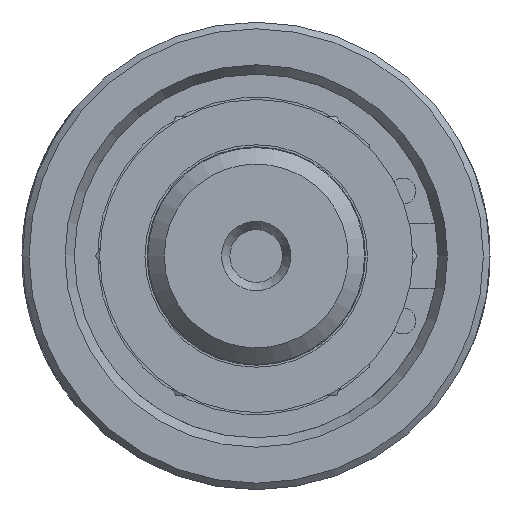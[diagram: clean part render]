
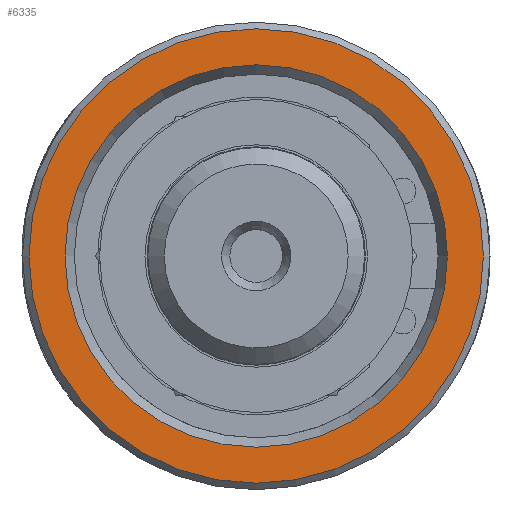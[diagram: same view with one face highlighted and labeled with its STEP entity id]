
A CAD part, left-side view. The second image highlights one B-rep face of the part: STEP entity #6335.
In plain terms, the highlighted planar face has unit normal (-1, 0, 0).
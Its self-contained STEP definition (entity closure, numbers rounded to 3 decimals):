
#72=FACE_BOUND('',#2217,.T.);
#1816=FACE_OUTER_BOUND('',#2216,.T.);
#2216=EDGE_LOOP('',(#5852));
#2217=EDGE_LOOP('',(#5853,#5854));
#2438=CIRCLE('',#6785,13.785);
#2439=CIRCLE('',#6787,11.6);
#2440=CIRCLE('',#6788,11.6);
#3065=VERTEX_POINT('',#52736);
#3066=VERTEX_POINT('',#52740);
#3067=VERTEX_POINT('',#52741);
#3998=EDGE_CURVE('',#3065,#3065,#2438,.T.);
#3999=EDGE_CURVE('',#3066,#3067,#2439,.T.);
#4000=EDGE_CURVE('',#3067,#3066,#2440,.T.);
#5852=ORIENTED_EDGE('',*,*,#3998,.F.);
#5853=ORIENTED_EDGE('',*,*,#3999,.T.);
#5854=ORIENTED_EDGE('',*,*,#4000,.T.);
#5982=PLANE('',#6786);
#6335=ADVANCED_FACE('',(#1816,#72),#5982,.T.);
#6785=AXIS2_PLACEMENT_3D('',#52738,#7999,#8000);
#6786=AXIS2_PLACEMENT_3D('',#52739,#8001,#8002);
#6787=AXIS2_PLACEMENT_3D('',#52742,#8003,#8004);
#6788=AXIS2_PLACEMENT_3D('',#52743,#8005,#8006);
#7999=DIRECTION('center_axis',(1.,0.,0.));
#8000=DIRECTION('ref_axis',(0.,-1.,0.));
#8001=DIRECTION('center_axis',(-1.,0.,0.));
#8002=DIRECTION('ref_axis',(0.,0.,1.));
#8003=DIRECTION('center_axis',(1.,0.,0.));
#8004=DIRECTION('ref_axis',(0.,1.,0.));
#8005=DIRECTION('center_axis',(1.,0.,0.));
#8006=DIRECTION('ref_axis',(0.,1.,0.));
#52736=CARTESIAN_POINT('',(0.,13.785,0.));
#52738=CARTESIAN_POINT('Origin',(0.,0.,0.));
#52739=CARTESIAN_POINT('Origin',(0.,7.093,0.));
#52740=CARTESIAN_POINT('',(0.,11.6,0.));
#52741=CARTESIAN_POINT('',(0.,-11.6,0.));
#52742=CARTESIAN_POINT('Origin',(0.,0.,0.));
#52743=CARTESIAN_POINT('Origin',(0.,0.,0.));
